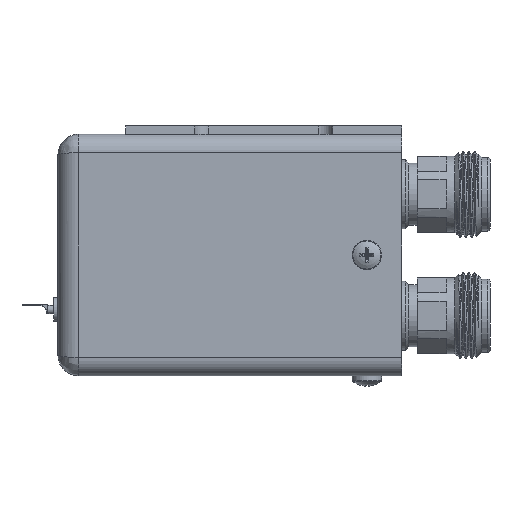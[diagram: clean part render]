
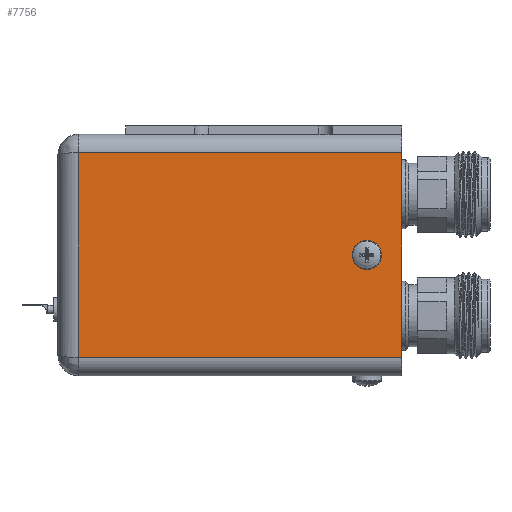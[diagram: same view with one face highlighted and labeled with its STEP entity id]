
A CAD part, left-side view. The second image highlights one B-rep face of the part: STEP entity #7756.
In plain terms, the highlighted planar face has unit normal (-1, 0, 0).
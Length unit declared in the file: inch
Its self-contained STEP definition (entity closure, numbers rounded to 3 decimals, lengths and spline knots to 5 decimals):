
#763 = LINE ( 'NONE', #18843, #9625 ) ;
#1387 = DIRECTION ( 'NONE',  ( 1., 0., 0. ) ) ;
#1649 = VERTEX_POINT ( 'NONE', #9977 ) ;
#1831 = LINE ( 'NONE', #29009, #20937 ) ;
#2418 = ORIENTED_EDGE ( 'NONE', *, *, #24079, .F. ) ;
#2844 = ORIENTED_EDGE ( 'NONE', *, *, #12828, .F. ) ;
#3905 = AXIS2_PLACEMENT_3D ( 'NONE', #15565, #1387, #15259 ) ;
#4358 = CIRCLE ( 'NONE', #25360, 0.0675 ) ;
#4474 = CARTESIAN_POINT ( 'NONE',  ( -0.875, 0.252, 0. ) ) ;
#4991 = CARTESIAN_POINT ( 'NONE',  ( -0.875, 2.34, 0.741 ) ) ;
#5030 = CARTESIAN_POINT ( 'NONE',  ( -0.875, 0.252, 0. ) ) ;
#5372 = DIRECTION ( 'NONE',  ( 0., 0., 1. ) ) ;
#5790 = CARTESIAN_POINT ( 'NONE',  ( -0.875, 2.49, -0.741 ) ) ;
#7105 = VERTEX_POINT ( 'NONE', #9835 ) ;
#7756 = ADVANCED_FACE ( 'NONE', ( #21844, #15421 ), #24546, .F. ) ;
#8105 = DIRECTION ( 'NONE',  ( -1., 0., 0. ) ) ;
#8267 = CARTESIAN_POINT ( 'NONE',  ( -0.875, 0.252, 0.0675 ) ) ;
#8950 = VERTEX_POINT ( 'NONE', #26176 ) ;
#9625 = VECTOR ( 'NONE', #5372, 39.37008 ) ;
#9835 = CARTESIAN_POINT ( 'NONE',  ( -0.875, 0., 0.741 ) ) ;
#9977 = CARTESIAN_POINT ( 'NONE',  ( -0.875, 0., -0.741 ) ) ;
#12211 = EDGE_CURVE ( 'NONE', #22292, #15180, #4358, .T. ) ;
#12828 = EDGE_CURVE ( 'NONE', #8950, #22442, #763, .T. ) ;
#13026 = DIRECTION ( 'NONE',  ( 0., -1., 0. ) ) ;
#13180 = EDGE_LOOP ( 'NONE', ( #2418, #22949 ) ) ;
#14085 = EDGE_CURVE ( 'NONE', #1649, #7105, #15254, .T. ) ;
#14901 = DIRECTION ( 'NONE',  ( 0., 1., 0. ) ) ;
#15180 = VERTEX_POINT ( 'NONE', #8267 ) ;
#15254 = LINE ( 'NONE', #26617, #22562 ) ;
#15259 = DIRECTION ( 'NONE',  ( 0., 0., -1. ) ) ;
#15421 = FACE_BOUND ( 'NONE', #13180, .T. ) ;
#15565 = CARTESIAN_POINT ( 'NONE',  ( -0.875, 2.49, 0.875 ) ) ;
#17909 = ORIENTED_EDGE ( 'NONE', *, *, #27418, .F. ) ;
#18365 = DIRECTION ( 'NONE',  ( -1., 0., 0. ) ) ;
#18697 = ORIENTED_EDGE ( 'NONE', *, *, #19322, .F. ) ;
#18843 = CARTESIAN_POINT ( 'NONE',  ( -0.875, 2.34, 0.875 ) ) ;
#19322 = EDGE_CURVE ( 'NONE', #22442, #7105, #1831, .T. ) ;
#20937 = VECTOR ( 'NONE', #13026, 39.37008 ) ;
#21431 = VECTOR ( 'NONE', #14901, 39.37008 ) ;
#21844 = FACE_OUTER_BOUND ( 'NONE', #22398, .T. ) ;
#21940 = CARTESIAN_POINT ( 'NONE',  ( -0.875, 0.252, -0.0675 ) ) ;
#22011 = DIRECTION ( 'NONE',  ( 0., 0., 1. ) ) ;
#22292 = VERTEX_POINT ( 'NONE', #21940 ) ;
#22398 = EDGE_LOOP ( 'NONE', ( #17909, #26406, #18697, #2844 ) ) ;
#22442 = VERTEX_POINT ( 'NONE', #4991 ) ;
#22562 = VECTOR ( 'NONE', #29163, 39.37008 ) ;
#22949 = ORIENTED_EDGE ( 'NONE', *, *, #12211, .F. ) ;
#24079 = EDGE_CURVE ( 'NONE', #15180, #22292, #27712, .T. ) ;
#24546 = PLANE ( 'NONE',  #3905 ) ;
#25216 = DIRECTION ( 'NONE',  ( 0., 0., 1. ) ) ;
#25360 = AXIS2_PLACEMENT_3D ( 'NONE', #5030, #18365, #25216 ) ;
#26176 = CARTESIAN_POINT ( 'NONE',  ( -0.875, 2.34, -0.741 ) ) ;
#26264 = LINE ( 'NONE', #5790, #21431 ) ;
#26284 = AXIS2_PLACEMENT_3D ( 'NONE', #4474, #8105, #22011 ) ;
#26406 = ORIENTED_EDGE ( 'NONE', *, *, #14085, .T. ) ;
#26617 = CARTESIAN_POINT ( 'NONE',  ( -0.875, 0., 0. ) ) ;
#27418 = EDGE_CURVE ( 'NONE', #1649, #8950, #26264, .T. ) ;
#27712 = CIRCLE ( 'NONE', #26284, 0.0675 ) ;
#29009 = CARTESIAN_POINT ( 'NONE',  ( -0.875, 2.49, 0.741 ) ) ;
#29163 = DIRECTION ( 'NONE',  ( 0., 0., 1. ) ) ;
